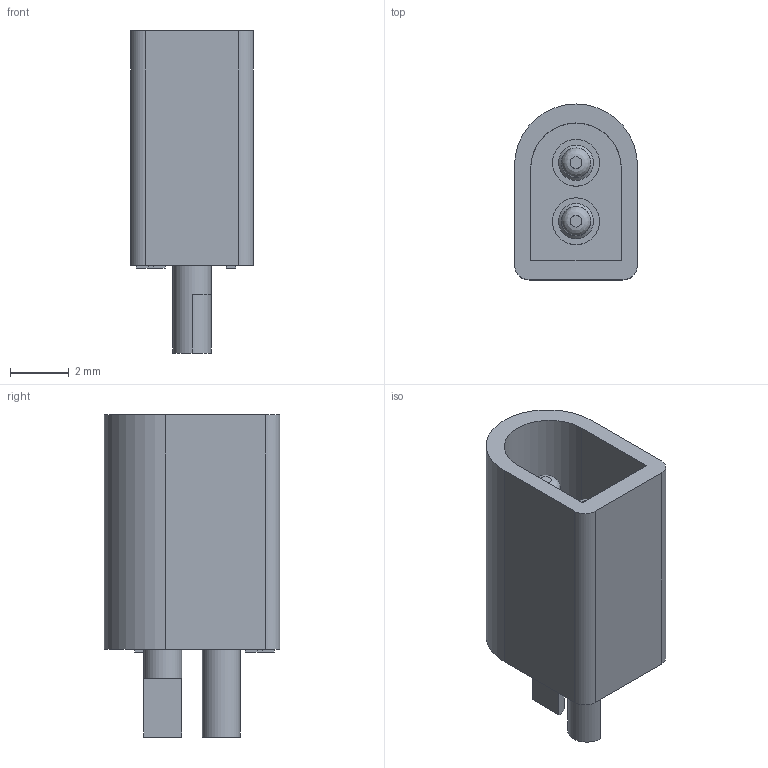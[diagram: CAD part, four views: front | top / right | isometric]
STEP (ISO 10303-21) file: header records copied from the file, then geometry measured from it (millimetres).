
FILE_DESCRIPTION(('FreeCAD Model'),'2;1');
FILE_NAME('Open CASCADE Shape Model','2025-11-19T20:19:03',(''),(''), 'Open CASCADE STEP processor 7.8','FreeCAD','Unknown');
FILE_SCHEMA(('AUTOMOTIVE_DESIGN { 1 0 10303 214 1 1 1 1 }'));
Length unit declared in the file: millimetre
Products named in the file (1): BT2.0 Male Retrofit
Bounding box: 4.2 x 6 x 11 mm (x, y, z)
Volume: 131.2 mm3; surface area: 370.1 mm2
Topology: 3 solids, 3 shells, 55 faces, 372 edges, 1042 vertices
Faces by surface type: plane 39, cylinder 12, bspline 2, cone 2
Full cylindrical faces by diameter (mm): 1 x2, 1.3 x2, 1.6 x4
Entity records: 4917 total; most frequent: CARTESIAN_POINT 1554, DIRECTION 588, LINE 264, VECTOR 264, GEOMETRIC_CURVE_SET 249, ORIENTED_EDGE 248, TRIMMED_CURVE 248, AXIS2_PLACEMENT_3D 162
